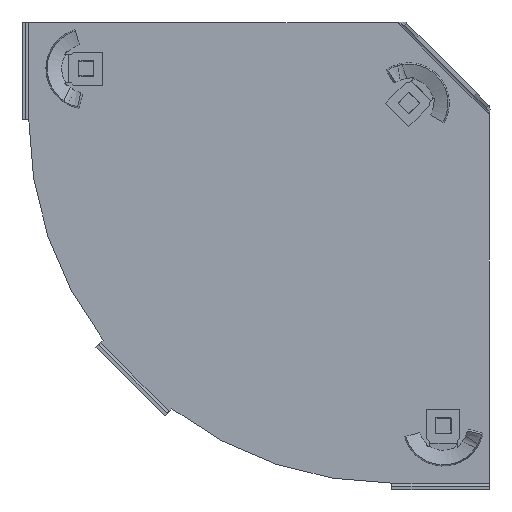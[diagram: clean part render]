
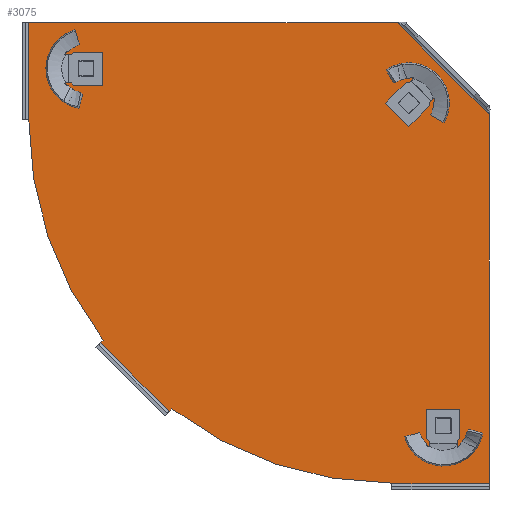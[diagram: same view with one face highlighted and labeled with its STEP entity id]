
A CAD part, front view. The second image highlights one B-rep face of the part: STEP entity #3075.
In plain terms, the highlighted planar face has unit normal (0, -1, 0).
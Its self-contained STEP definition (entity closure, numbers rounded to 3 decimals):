
#58 = CIRCLE ( 'NONE', #4999, 198. ) ;
#87 = DIRECTION ( 'NONE',  ( 0., 0., 1. ) ) ;
#160 = DIRECTION ( 'NONE',  ( 0., 0., 1. ) ) ;
#172 = ORIENTED_EDGE ( 'NONE', *, *, #2230, .T. ) ;
#212 = DIRECTION ( 'NONE',  ( 1., 0., 0. ) ) ;
#251 = CARTESIAN_POINT ( 'NONE',  ( -53., -2., -53. ) ) ;
#371 = CIRCLE ( 'NONE', #1709, 8.25 ) ;
#377 = DIRECTION ( 'NONE',  ( 0.707, 0., 0.707 ) ) ;
#448 = DIRECTION ( 'NONE',  ( -1., 0., 0. ) ) ;
#473 = VERTEX_POINT ( 'NONE', #3486 ) ;
#483 = CARTESIAN_POINT ( 'NONE',  ( -43.797, -2., -43.797 ) ) ;
#531 = PLANE ( 'NONE',  #5321 ) ;
#627 = LINE ( 'NONE', #5556, #4158 ) ;
#680 = CARTESIAN_POINT ( 'NONE',  ( -50.117, -2., 0. ) ) ;
#814 = DIRECTION ( 'NONE',  ( 0., 1., 0. ) ) ;
#816 = EDGE_CURVE ( 'NONE', #4043, #4043, #1287, .T. ) ;
#841 = CIRCLE ( 'NONE', #3309, 198. ) ;
#891 = CARTESIAN_POINT ( 'NONE',  ( -25.058, -2., -25.058 ) ) ;
#991 = CARTESIAN_POINT ( 'NONE',  ( -53., -2., -53. ) ) ;
#998 = CARTESIAN_POINT ( 'NONE',  ( -25., -2., -211.467 ) ) ;
#1107 = LINE ( 'NONE', #2470, #2334 ) ;
#1147 = LINE ( 'NONE', #2066, #5201 ) ;
#1287 = CIRCLE ( 'NONE', #5733, 8.25 ) ;
#1375 = DIRECTION ( 'NONE',  ( 0.707, 0., -0.707 ) ) ;
#1394 = LINE ( 'NONE', #2278, #5756 ) ;
#1459 = EDGE_LOOP ( 'NONE', ( #3379, #2407, #1920, #5342, #5840, #5165, #1760, #4123, #2787, #4642, #4996, #3880 ) ) ;
#1564 = DIRECTION ( 'NONE',  ( 0., 1., 0. ) ) ;
#1641 = CARTESIAN_POINT ( 'NONE',  ( -219.717, -2., -25. ) ) ;
#1709 = AXIS2_PLACEMENT_3D ( 'NONE', #483, #5852, #2299 ) ;
#1736 = DIRECTION ( 'NONE',  ( 0.707, 0., -0.707 ) ) ;
#1760 = ORIENTED_EDGE ( 'NONE', *, *, #4409, .F. ) ;
#1764 = LINE ( 'NONE', #3133, #2745 ) ;
#1855 = CARTESIAN_POINT ( 'NONE',  ( -251., -2., -53. ) ) ;
#1920 = ORIENTED_EDGE ( 'NONE', *, *, #3004, .F. ) ;
#1932 = CARTESIAN_POINT ( 'NONE',  ( -264.5, -2., -53. ) ) ;
#1940 = EDGE_CURVE ( 'NONE', #2333, #2333, #4357, .T. ) ;
#1964 = DIRECTION ( 'NONE',  ( -0.707, 0., -0.707 ) ) ;
#1981 = AXIS2_PLACEMENT_3D ( 'NONE', #3838, #1564, #160 ) ;
#2066 = CARTESIAN_POINT ( 'NONE',  ( -53., -2., -251. ) ) ;
#2133 = VECTOR ( 'NONE', #448, 1000. ) ;
#2142 = EDGE_CURVE ( 'NONE', #3271, #3730, #1764, .T. ) ;
#2230 = EDGE_CURVE ( 'NONE', #4016, #4016, #371, .T. ) ;
#2263 = CARTESIAN_POINT ( 'NONE',  ( -251.217, -2., -53. ) ) ;
#2278 = CARTESIAN_POINT ( 'NONE',  ( -53., -2., -251.217 ) ) ;
#2299 = DIRECTION ( 'NONE',  ( 0., 0., 1. ) ) ;
#2312 = EDGE_LOOP ( 'NONE', ( #172 ) ) ;
#2317 = LINE ( 'NONE', #2765, #4133 ) ;
#2333 = VERTEX_POINT ( 'NONE', #998 ) ;
#2334 = VECTOR ( 'NONE', #212, 1000. ) ;
#2344 = CARTESIAN_POINT ( 'NONE',  ( -53., -2., -53. ) ) ;
#2357 = VECTOR ( 'NONE', #1375, 1000. ) ;
#2407 = ORIENTED_EDGE ( 'NONE', *, *, #3446, .T. ) ;
#2464 = CARTESIAN_POINT ( 'NONE',  ( -211.899, -2., -174.422 ) ) ;
#2470 = CARTESIAN_POINT ( 'NONE',  ( -251., -2., 0. ) ) ;
#2498 = DIRECTION ( 'NONE',  ( 0., 0., 1. ) ) ;
#2515 = ORIENTED_EDGE ( 'NONE', *, *, #816, .T. ) ;
#2580 = VERTEX_POINT ( 'NONE', #3554 ) ;
#2594 = EDGE_CURVE ( 'NONE', #3271, #2580, #3141, .T. ) ;
#2595 = CARTESIAN_POINT ( 'NONE',  ( 0., -2., -50.117 ) ) ;
#2745 = VECTOR ( 'NONE', #1736, 1000. ) ;
#2765 = CARTESIAN_POINT ( 'NONE',  ( 0., -2., -31.332 ) ) ;
#2780 = EDGE_CURVE ( 'NONE', #4689, #4242, #1107, .T. ) ;
#2787 = ORIENTED_EDGE ( 'NONE', *, *, #2594, .F. ) ;
#2923 = VECTOR ( 'NONE', #5821, 1000. ) ;
#2947 = DIRECTION ( 'NONE',  ( 0., 1., 0. ) ) ;
#2959 = CARTESIAN_POINT ( 'NONE',  ( -251.217, -2., 0. ) ) ;
#2979 = CARTESIAN_POINT ( 'NONE',  ( -53., -2., -251.217 ) ) ;
#3004 = EDGE_CURVE ( 'NONE', #4182, #3935, #2317, .T. ) ;
#3075 = ADVANCED_FACE ( 'NONE', ( #3613, #5404, #3207, #4602 ), #531, .F. ) ;
#3081 = CARTESIAN_POINT ( 'NONE',  ( -174.422, -2., -211.899 ) ) ;
#3133 = CARTESIAN_POINT ( 'NONE',  ( -193.161, -2., -193.161 ) ) ;
#3141 = LINE ( 'NONE', #4468, #4612 ) ;
#3207 = FACE_BOUND ( 'NONE', #2312, .T. ) ;
#3271 = VERTEX_POINT ( 'NONE', #2464 ) ;
#3309 = AXIS2_PLACEMENT_3D ( 'NONE', #991, #5086, #87 ) ;
#3379 = ORIENTED_EDGE ( 'NONE', *, *, #4741, .F. ) ;
#3446 = EDGE_CURVE ( 'NONE', #5429, #3935, #1394, .T. ) ;
#3486 = CARTESIAN_POINT ( 'NONE',  ( -173.009, -2., -210.486 ) ) ;
#3554 = CARTESIAN_POINT ( 'NONE',  ( -210.486, -2., -173.009 ) ) ;
#3571 = CARTESIAN_POINT ( 'NONE',  ( -219.717, -2., -16.75 ) ) ;
#3613 = FACE_BOUND ( 'NONE', #4806, .T. ) ;
#3636 = EDGE_CURVE ( 'NONE', #2580, #5868, #58, .T. ) ;
#3652 = LINE ( 'NONE', #1932, #2133 ) ;
#3730 = VERTEX_POINT ( 'NONE', #3081 ) ;
#3838 = CARTESIAN_POINT ( 'NONE',  ( -25., -2., -219.717 ) ) ;
#3872 = DIRECTION ( 'NONE',  ( 0., 0., 1. ) ) ;
#3880 = ORIENTED_EDGE ( 'NONE', *, *, #5255, .F. ) ;
#3935 = VERTEX_POINT ( 'NONE', #4461 ) ;
#4016 = VERTEX_POINT ( 'NONE', #4584 ) ;
#4043 = VERTEX_POINT ( 'NONE', #3571 ) ;
#4088 = EDGE_LOOP ( 'NONE', ( #5822 ) ) ;
#4122 = DIRECTION ( 'NONE',  ( 0., 0., -1. ) ) ;
#4123 = ORIENTED_EDGE ( 'NONE', *, *, #3636, .F. ) ;
#4133 = VECTOR ( 'NONE', #4122, 1000. ) ;
#4152 = DIRECTION ( 'NONE',  ( 0., 0., 1. ) ) ;
#4158 = VECTOR ( 'NONE', #1964, 1000. ) ;
#4182 = VERTEX_POINT ( 'NONE', #2595 ) ;
#4242 = VERTEX_POINT ( 'NONE', #680 ) ;
#4357 = CIRCLE ( 'NONE', #1981, 8.25 ) ;
#4409 = EDGE_CURVE ( 'NONE', #5868, #4569, #3652, .T. ) ;
#4461 = CARTESIAN_POINT ( 'NONE',  ( 0., -2., -251.217 ) ) ;
#4468 = CARTESIAN_POINT ( 'NONE',  ( -210.486, -2., -173.009 ) ) ;
#4505 = DIRECTION ( 'NONE',  ( 0., 1., 0. ) ) ;
#4546 = LINE ( 'NONE', #2263, #2923 ) ;
#4569 = VERTEX_POINT ( 'NONE', #4742 ) ;
#4584 = CARTESIAN_POINT ( 'NONE',  ( -43.797, -2., -35.547 ) ) ;
#4602 = FACE_OUTER_BOUND ( 'NONE', #1459, .T. ) ;
#4612 = VECTOR ( 'NONE', #377, 1000. ) ;
#4642 = ORIENTED_EDGE ( 'NONE', *, *, #2142, .T. ) ;
#4660 = VERTEX_POINT ( 'NONE', #5680 ) ;
#4689 = VERTEX_POINT ( 'NONE', #2959 ) ;
#4741 = EDGE_CURVE ( 'NONE', #5429, #4660, #1147, .T. ) ;
#4742 = CARTESIAN_POINT ( 'NONE',  ( -251.217, -2., -53. ) ) ;
#4806 = EDGE_LOOP ( 'NONE', ( #2515 ) ) ;
#4931 = LINE ( 'NONE', #891, #2357 ) ;
#4996 = ORIENTED_EDGE ( 'NONE', *, *, #5294, .F. ) ;
#4999 = AXIS2_PLACEMENT_3D ( 'NONE', #251, #814, #5304 ) ;
#5086 = DIRECTION ( 'NONE',  ( 0., 1., 0. ) ) ;
#5141 = EDGE_CURVE ( 'NONE', #4689, #4569, #4546, .T. ) ;
#5165 = ORIENTED_EDGE ( 'NONE', *, *, #5141, .T. ) ;
#5201 = VECTOR ( 'NONE', #3872, 1000. ) ;
#5255 = EDGE_CURVE ( 'NONE', #4660, #473, #841, .T. ) ;
#5294 = EDGE_CURVE ( 'NONE', #473, #3730, #627, .T. ) ;
#5304 = DIRECTION ( 'NONE',  ( 0., 0., 1. ) ) ;
#5321 = AXIS2_PLACEMENT_3D ( 'NONE', #2344, #4505, #4152 ) ;
#5342 = ORIENTED_EDGE ( 'NONE', *, *, #5575, .F. ) ;
#5397 = DIRECTION ( 'NONE',  ( 1., 0., 0. ) ) ;
#5404 = FACE_BOUND ( 'NONE', #4088, .T. ) ;
#5429 = VERTEX_POINT ( 'NONE', #2979 ) ;
#5556 = CARTESIAN_POINT ( 'NONE',  ( -183.815, -2., -221.291 ) ) ;
#5575 = EDGE_CURVE ( 'NONE', #4242, #4182, #4931, .T. ) ;
#5680 = CARTESIAN_POINT ( 'NONE',  ( -53., -2., -251. ) ) ;
#5733 = AXIS2_PLACEMENT_3D ( 'NONE', #1641, #2947, #2498 ) ;
#5756 = VECTOR ( 'NONE', #5397, 1000. ) ;
#5821 = DIRECTION ( 'NONE',  ( 0., 0., -1. ) ) ;
#5822 = ORIENTED_EDGE ( 'NONE', *, *, #1940, .T. ) ;
#5840 = ORIENTED_EDGE ( 'NONE', *, *, #2780, .F. ) ;
#5852 = DIRECTION ( 'NONE',  ( 0., 1., 0. ) ) ;
#5868 = VERTEX_POINT ( 'NONE', #1855 ) ;
